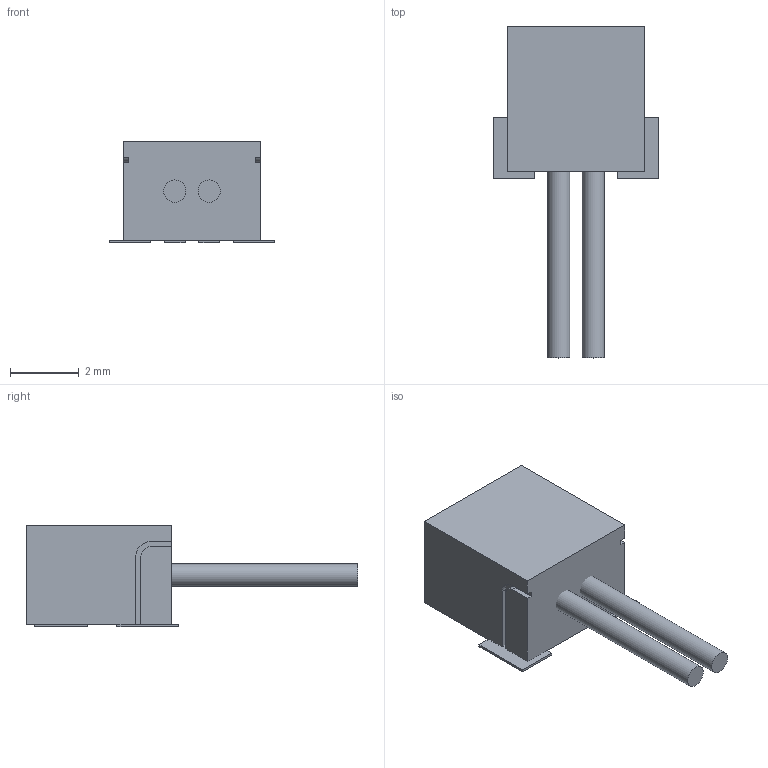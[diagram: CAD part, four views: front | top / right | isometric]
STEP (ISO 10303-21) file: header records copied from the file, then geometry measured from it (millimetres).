
FILE_DESCRIPTION(('FreeCAD Model'),'2;1');
FILE_NAME('Open CASCADE Shape Model','2024-10-13T14:48:26',(''),(''), 'Open CASCADE STEP processor 7.7','FreeCAD','Unknown');
FILE_SCHEMA(('AUTOMOTIVE_DESIGN { 1 0 10303 214 1 1 1 1 }'));
Length unit declared in the file: millimetre
Products named in the file (8): JST_SH_SM02B-SRSS-TB_01x02; Housing; Wire 1; Wire 2; Pad1; Pad2; Pad3; Pad4
Assembly tree (7 placements, depth 2):
  JST_SH_SM02B-SRSS-TB_01x02
    Housing
    Wire 1
    Wire 2
    Pad1
    Pad2
    Pad3
    Pad4
Bounding box: 4.8 x 9.68 x 2.95 mm (x, y, z)
Volume: 54.9 mm3; surface area: 131.5 mm2
Topology: 7 solids, 7 shells, 52 faces, 114 edges, 76 vertices
Faces by surface type: plane 46, cylinder 6
Full cylindrical faces by diameter (mm): 0.65 x2
Entity records: 1608 total; most frequent: CARTESIAN_POINT 250, DIRECTION 246, ORIENTED_EDGE 228, EDGE_CURVE 114, LINE 102, VECTOR 102, VERTEX_POINT 76, AXIS2_PLACEMENT_3D 72
